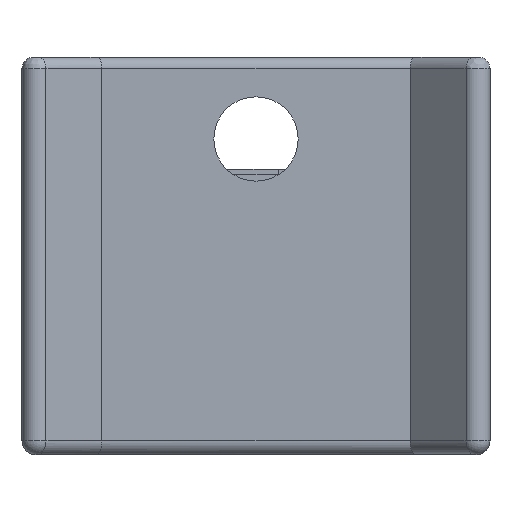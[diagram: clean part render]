
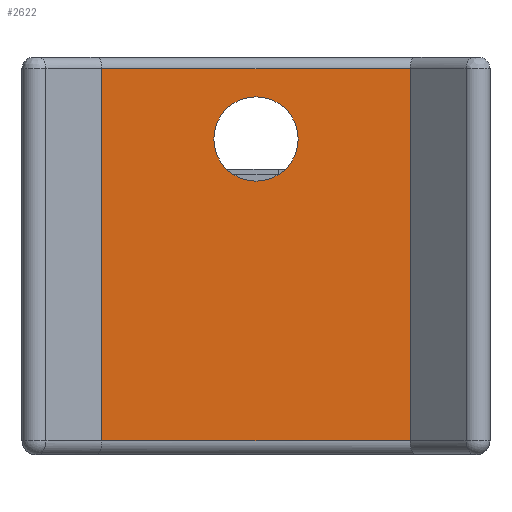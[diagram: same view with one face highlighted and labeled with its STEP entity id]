
A CAD part, front view. The second image highlights one B-rep face of the part: STEP entity #2622.
In plain terms, the highlighted planar face has unit normal (0, -1, 0).
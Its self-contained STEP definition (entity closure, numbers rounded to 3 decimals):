
#67=FACE_BOUND('',#398,.T.);
#84=PLANE('',#2851);
#242=FACE_OUTER_BOUND('',#397,.T.);
#397=EDGE_LOOP('',(#1914,#1915,#1916,#1917));
#398=EDGE_LOOP('',(#1918));
#546=CIRCLE('',#2850,1.8);
#634=LINE('',#4123,#891);
#638=LINE('',#4177,#895);
#639=LINE('',#4179,#896);
#640=LINE('',#4180,#897);
#891=VECTOR('',#3211,10.);
#895=VECTOR('',#3243,25.4);
#896=VECTOR('',#3244,25.4);
#897=VECTOR('',#3245,25.4);
#1167=VERTEX_POINT('',#4115);
#1169=VERTEX_POINT('',#4121);
#1174=VERTEX_POINT('',#4172);
#1175=VERTEX_POINT('',#4176);
#1176=VERTEX_POINT('',#4178);
#1442=EDGE_CURVE('',#1169,#1167,#634,.T.);
#1453=EDGE_CURVE('',#1174,#1174,#546,.T.);
#1454=EDGE_CURVE('',#1175,#1169,#638,.T.);
#1455=EDGE_CURVE('',#1176,#1175,#639,.T.);
#1456=EDGE_CURVE('',#1167,#1176,#640,.T.);
#1914=ORIENTED_EDGE('',*,*,#1442,.F.);
#1915=ORIENTED_EDGE('',*,*,#1454,.F.);
#1916=ORIENTED_EDGE('',*,*,#1455,.F.);
#1917=ORIENTED_EDGE('',*,*,#1456,.F.);
#1918=ORIENTED_EDGE('',*,*,#1453,.T.);
#2622=ADVANCED_FACE('',(#242,#67),#84,.T.);
#2850=AXIS2_PLACEMENT_3D('',#4174,#3239,#3240);
#2851=AXIS2_PLACEMENT_3D('',#4175,#3241,#3242);
#3211=DIRECTION('',(1.,0.,0.));
#3239=DIRECTION('center_axis',(0.,1.,0.));
#3240=DIRECTION('ref_axis',(0.,0.,1.));
#3241=DIRECTION('center_axis',(0.,-1.,0.));
#3242=DIRECTION('ref_axis',(0.,0.,
1.));
#3243=DIRECTION('',(0.,0.,1.));
#3244=DIRECTION('',(-1.,0.,0.));
#3245=DIRECTION('',(0.,0.,-1.));
#4115=CARTESIAN_POINT('',(-29.222,-235.078,213.543));
#4121=CARTESIAN_POINT('',(-42.394,-235.078,213.543));
#4123=CARTESIAN_POINT('',(-35.541,-235.078,213.543));
#4172=CARTESIAN_POINT('',(-35.808,-235.078,208.743));
#4174=CARTESIAN_POINT('Origin',(-35.808,-235.078,210.543));
#4175=CARTESIAN_POINT('Origin',(-35.275,-235.078,200.589));
#4176=CARTESIAN_POINT('',(-42.394,-235.078,197.643));
#4177=CARTESIAN_POINT('',(-42.394,-235.078,203.316));
#4178=CARTESIAN_POINT('',(-29.222,-235.078,197.643));
#4179=CARTESIAN_POINT('',(-44.974,-235.078,197.643));
#4180=CARTESIAN_POINT('',(-29.222,-235.078,203.316));
